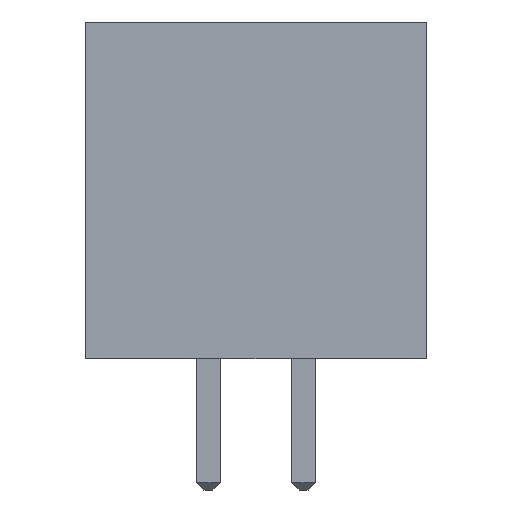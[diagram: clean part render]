
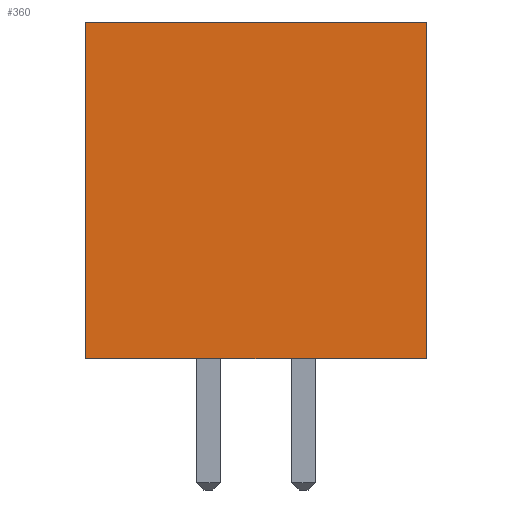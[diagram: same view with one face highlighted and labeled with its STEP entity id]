
A CAD part, left-side view. The second image highlights one B-rep face of the part: STEP entity #360.
In plain terms, the highlighted planar face has unit normal (-1, 0, 0).
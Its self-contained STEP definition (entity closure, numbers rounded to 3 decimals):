
#13 = CARTESIAN_POINT ( 'NONE',  ( -11.47, -4.55, 0. ) ) ;
#34 = EDGE_CURVE ( 'NONE', #149, #574, #479, .T. ) ;
#62 = FACE_OUTER_BOUND ( 'NONE', #504, .T. ) ;
#133 = AXIS2_PLACEMENT_3D ( 'NONE', #216, #752, #594 ) ;
#149 = VERTEX_POINT ( 'NONE', #380 ) ;
#152 = CARTESIAN_POINT ( 'NONE',  ( -11.47, -4.55, 9. ) ) ;
#156 = VECTOR ( 'NONE', #248, 1000. ) ;
#216 = CARTESIAN_POINT ( 'NONE',  ( -11.47, -4.55, 9. ) ) ;
#246 = CARTESIAN_POINT ( 'NONE',  ( -11.47, 4.55, 9. ) ) ;
#248 = DIRECTION ( 'NONE',  ( 0., -1., 0. ) ) ;
#285 = DIRECTION ( 'NONE',  ( 0., 0., -1. ) ) ;
#300 = CARTESIAN_POINT ( 'NONE',  ( -11.47, 4.55, 0. ) ) ;
#335 = VERTEX_POINT ( 'NONE', #300 ) ;
#345 = ORIENTED_EDGE ( 'NONE', *, *, #484, .F. ) ;
#360 = ADVANCED_FACE ( 'NONE', ( #62 ), #373, .F. ) ;
#373 = PLANE ( 'NONE',  #133 ) ;
#380 = CARTESIAN_POINT ( 'NONE',  ( -11.47, 4.55, 9. ) ) ;
#390 = DIRECTION ( 'NONE',  ( 0., 0., -1. ) ) ;
#397 = LINE ( 'NONE', #13, #795 ) ;
#444 = ORIENTED_EDGE ( 'NONE', *, *, #529, .T. ) ;
#479 = LINE ( 'NONE', #942, #156 ) ;
#484 = EDGE_CURVE ( 'NONE', #574, #882, #668, .T. ) ;
#504 = EDGE_LOOP ( 'NONE', ( #519, #345, #556, #444 ) ) ;
#519 = ORIENTED_EDGE ( 'NONE', *, *, #540, .T. ) ;
#529 = EDGE_CURVE ( 'NONE', #149, #335, #618, .T. ) ;
#540 = EDGE_CURVE ( 'NONE', #335, #882, #397, .T. ) ;
#545 = VECTOR ( 'NONE', #390, 1000. ) ;
#556 = ORIENTED_EDGE ( 'NONE', *, *, #34, .F. ) ;
#574 = VERTEX_POINT ( 'NONE', #152 ) ;
#594 = DIRECTION ( 'NONE',  ( 0., 0., -1. ) ) ;
#618 = LINE ( 'NONE', #246, #545 ) ;
#668 = LINE ( 'NONE', #976, #693 ) ;
#693 = VECTOR ( 'NONE', #285, 1000. ) ;
#738 = CARTESIAN_POINT ( 'NONE',  ( -11.47, -4.55, 0. ) ) ;
#752 = DIRECTION ( 'NONE',  ( 1., 0., 0. ) ) ;
#795 = VECTOR ( 'NONE', #841, 1000. ) ;
#841 = DIRECTION ( 'NONE',  ( 0., -1., 0. ) ) ;
#882 = VERTEX_POINT ( 'NONE', #738 ) ;
#942 = CARTESIAN_POINT ( 'NONE',  ( -11.47, -4.55, 9. ) ) ;
#976 = CARTESIAN_POINT ( 'NONE',  ( -11.47, -4.55, 9. ) ) ;
